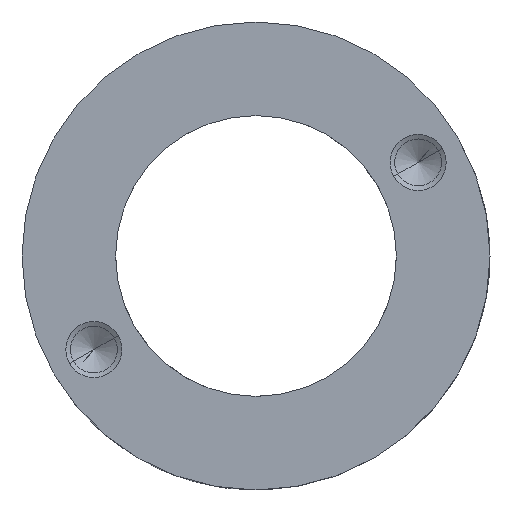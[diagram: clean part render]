
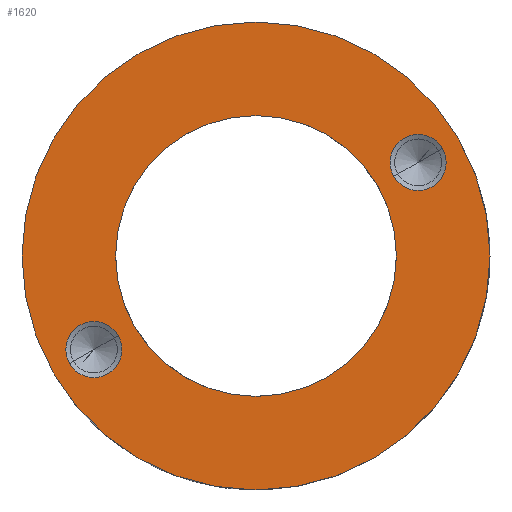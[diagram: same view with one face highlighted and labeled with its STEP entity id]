
A CAD part, front view. The second image highlights one B-rep face of the part: STEP entity #1620.
In plain terms, the highlighted planar face has unit normal (0, -1, 0).
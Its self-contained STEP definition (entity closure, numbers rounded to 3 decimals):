
#970=CARTESIAN_POINT('',(25.224,-189.5,20.392));
#980=DIRECTION('',(0.,-1.,0.));
#990=DIRECTION('',(0.5,0.,0.866));
#1000=AXIS2_PLACEMENT_3D('',#970,#980,#990);
#1010=PLANE('',#1000);
#1020=CARTESIAN_POINT('',(2.242,-189.5,190.546));
#1030=DIRECTION('',(0.,-1.,0.));
#1040=DIRECTION('',(0.5,0.,0.866));
#1050=AXIS2_PLACEMENT_3D('',#1020,#1030,#1040);
#1060=CIRCLE('',#1050,1.5);
#1070=CARTESIAN_POINT('',(2.992,-189.5,191.845));
#1080=VERTEX_POINT('',#1070);
#1090=CARTESIAN_POINT('',(1.492,-189.5,189.247));
#1100=VERTEX_POINT('',#1090);
#1110=EDGE_CURVE('',#1080,#1100,#1060,.T.);
#1120=ORIENTED_EDGE('',*,*,#1110,.F.);
#1130=EDGE_CURVE('',#1100,#1080,#1060,.T.);
#1140=ORIENTED_EDGE('',*,*,#1130,.F.);
#1150=EDGE_LOOP('',(#1140,#1120));
#1160=FACE_BOUND('',#1150,.T.);
#1170=CARTESIAN_POINT('',(7.242,-189.5,199.207));
#1180=DIRECTION('',(0.,1.,0.));
#1190=DIRECTION('',(0.866,0.,-0.5));
#1200=AXIS2_PLACEMENT_3D('',#1170,#1180,#1190);
#1210=CIRCLE('',#1200,7.5);
#1220=CARTESIAN_POINT('',(13.737,-189.5,195.457));
#1230=VERTEX_POINT('',#1220);
#1240=CARTESIAN_POINT('',(0.747,-189.5,202.957));
#1250=VERTEX_POINT('',#1240);
#1260=EDGE_CURVE('',#1230,#1250,#1210,.T.);
#1270=ORIENTED_EDGE('',*,*,#1260,.T.);
#1280=EDGE_CURVE('',#1250,#1230,#1210,.T.);
#1290=ORIENTED_EDGE('',*,*,#1280,.T.);
#1300=EDGE_LOOP('',(#1290,#1270));
#1310=FACE_BOUND('',#1300,.T.);
#1320=CARTESIAN_POINT('',(12.242,-189.5,207.867));
#1330=DIRECTION('',(0.,-1.,0.));
#1340=DIRECTION('',(0.5,0.,0.866));
#1350=AXIS2_PLACEMENT_3D('',#1320,#1330,#1340);
#1360=CIRCLE('',#1350,1.5);
#1370=CARTESIAN_POINT('',(12.992,-189.5,209.166));
#1380=VERTEX_POINT('',#1370);
#1390=CARTESIAN_POINT('',(11.492,-189.5,206.568));
#1400=VERTEX_POINT('',#1390);
#1410=EDGE_CURVE('',#1380,#1400,#1360,.T.);
#1420=ORIENTED_EDGE('',*,*,#1410,.F.);
#1430=EDGE_CURVE('',#1400,#1380,#1360,.T.);
#1440=ORIENTED_EDGE('',*,*,#1430,.F.);
#1450=EDGE_LOOP('',(#1440,#1420));
#1460=FACE_BOUND('',#1450,.T.);
#1470=CARTESIAN_POINT('',(7.242,-189.5,199.207));
#1480=DIRECTION('',(0.,-1.,0.));
#1490=DIRECTION('',(0.5,0.,0.866));
#1500=AXIS2_PLACEMENT_3D('',#1470,#1480,#1490);
#1510=CIRCLE('',#1500,12.5);
#1520=CARTESIAN_POINT('',(13.492,-189.5,210.032));
#1530=VERTEX_POINT('',#1520);
#1540=CARTESIAN_POINT('',(0.992,-189.5,188.381));
#1550=VERTEX_POINT('',#1540);
#1560=EDGE_CURVE('',#1530,#1550,#1510,.T.);
#1570=ORIENTED_EDGE('',*,*,#1560,.T.);
#1580=EDGE_CURVE('',#1550,#1530,#1510,.T.);
#1590=ORIENTED_EDGE('',*,*,#1580,.T.);
#1600=EDGE_LOOP('',(#1590,#1570));
#1610=FACE_OUTER_BOUND('',#1600,.T.);
#1620=ADVANCED_FACE('',(#1160,#1310,#1460,#1610),#1010,.T.);
